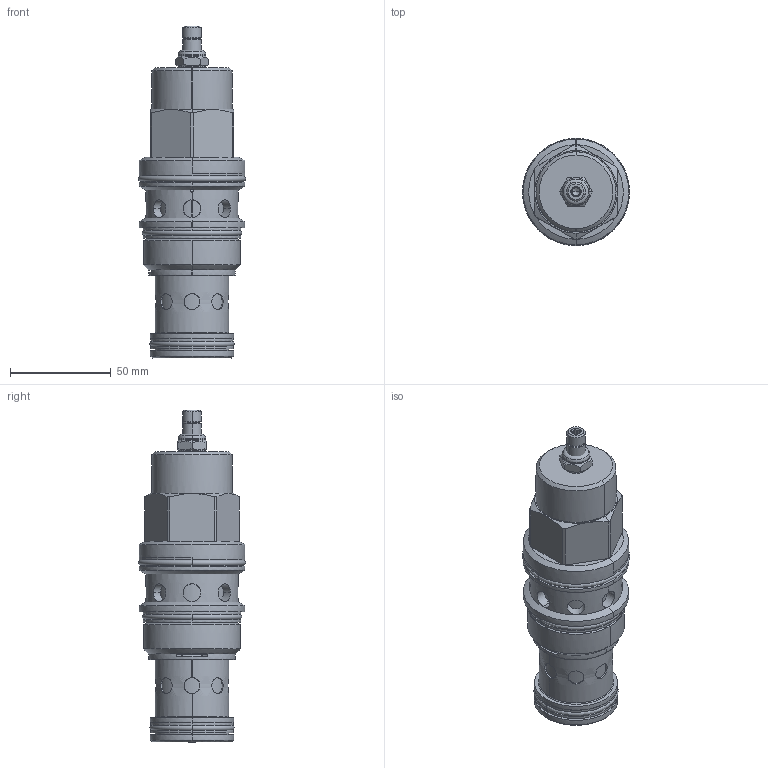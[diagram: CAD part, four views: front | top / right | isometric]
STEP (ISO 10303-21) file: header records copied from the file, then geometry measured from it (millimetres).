
FILE_DESCRIPTION((''),'2;1');
FILE_NAME('PPJBLAN_SW_PRT','2019-06-10T',('charlief'),(''),'PRO/ENGINEER BY PARAMETRIC TECHNOLOGY CORPORATION, 2016010','PRO/ENGINEER BY PARAMETRIC TECHNOLOGY CORPORATION, 2016010','');
FILE_SCHEMA(('CONFIG_CONTROL_DESIGN'));
Products named in the file (1): PPJBLAN_SW_PRT
Bounding box: 53.06 x 53.06 x 164.47 mm (x, y, z)
Surface area: 48240.3 mm2 (no closed solid volume)
Topology: 0 solids, 0 shells, 281 faces, 1332 edges, 1315 vertices
Faces by surface type: bspline 253, torus 28
Entity records: 80097 total; most frequent: CARTESIAN_POINT 68635, DIRECTION 1778, TRIMMED_CURVE 1434, DEFINITIONAL_REPRESENTATION 1300, PCURVE 1300, COMPOSITE_CURVE_SEGMENT 1300, VECTOR 1146, LINE 1146
